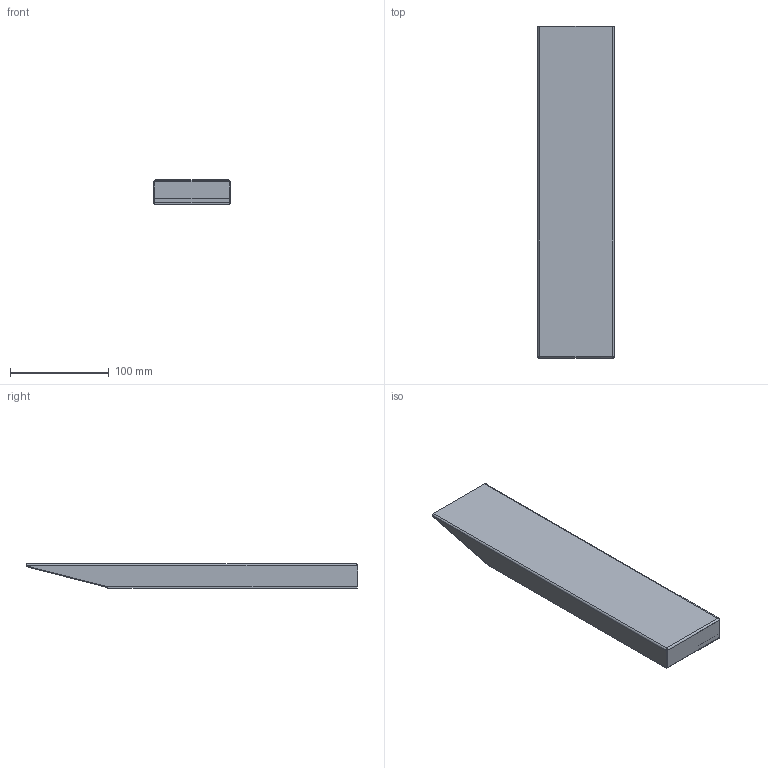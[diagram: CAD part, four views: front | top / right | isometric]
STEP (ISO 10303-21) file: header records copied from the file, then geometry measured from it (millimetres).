
FILE_DESCRIPTION(/* description */ (''),/* implementation_level */ '2;1');
FILE_NAME(/* name */ 'TBBC033502 - Customer.stp',/* time_stamp */ '2014-05-19T09:37:12+02:00',/* author */ ('bs'),/* organization */ (''),/* preprocessor_version */ 'ST-DEVELOPER v15.2',/* originating_system */ 'Autodesk Inventor 2014',/* authorisation */ '');
FILE_SCHEMA (('AUTOMOTIVE_DESIGN { 1 0 10303 214 3 1 1 }'));
Length unit declared in the file: millimetre
Products named in the file (1): TBBC033502 - Customer
Bounding box: 77 x 335.68 x 24.3 mm (x, y, z)
Volume: 151286.5 mm3; surface area: 135965.4 mm2
Topology: 1 solids, 1 shells, 53 faces, 124 edges, 74 vertices
Faces by surface type: plane 37, cylinder 11, bspline 5
Full cylindrical faces by diameter (mm): 6.647 x2, 12 x2
Entity records: 1633 total; most frequent: CARTESIAN_POINT 373, ORIENTED_EDGE 238, DIRECTION 228, EDGE_CURVE 118, LINE 90, VECTOR 90, VERTEX_POINT 72, AXIS2_PLACEMENT_3D 69
